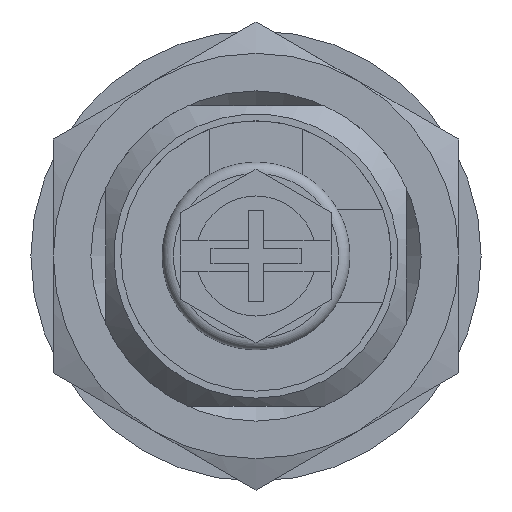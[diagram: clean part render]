
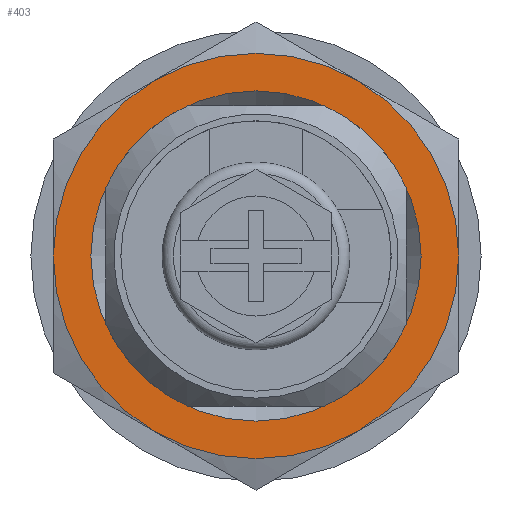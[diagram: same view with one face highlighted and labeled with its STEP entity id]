
A CAD part, front view. The second image highlights one B-rep face of the part: STEP entity #403.
In plain terms, the highlighted planar face has unit normal (0, -1, 0).
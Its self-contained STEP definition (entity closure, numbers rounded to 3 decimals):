
#403 = ADVANCED_FACE( '', ( #849, #850 ), #851, .T. );
#849 = FACE_OUTER_BOUND( '', #1364, .T. );
#850 = FACE_BOUND( '', #1365, .T. );
#851 = PLANE( '', #1366 );
#1364 = EDGE_LOOP( '', ( #2238, #2239, #2240, #2241, #2242, #2243 ) );
#1365 = EDGE_LOOP( '', ( #2244 ) );
#1366 = AXIS2_PLACEMENT_3D( '', #2245, #2246, #2247 );
#2238 = ORIENTED_EDGE( '', *, *, #3264, .T. );
#2239 = ORIENTED_EDGE( '', *, *, #3025, .T. );
#2240 = ORIENTED_EDGE( '', *, *, #3288, .T. );
#2241 = ORIENTED_EDGE( '', *, *, #3262, .T. );
#2242 = ORIENTED_EDGE( '', *, *, #3289, .T. );
#2243 = ORIENTED_EDGE( '', *, *, #3290, .T. );
#2244 = ORIENTED_EDGE( '', *, *, #3291, .F. );
#2245 = CARTESIAN_POINT( '', ( 11., -4.8, 0. ) );
#2246 = DIRECTION( '', ( 0., -1., 0. ) );
#2247 = DIRECTION( '', ( 0., 0., -1. ) );
#3025 = EDGE_CURVE( '', #3582, #3583, #3584, .T. );
#3262 = EDGE_CURVE( '', #3957, #3960, #3962, .T. );
#3264 = EDGE_CURVE( '', #3964, #3582, #3965, .T. );
#3288 = EDGE_CURVE( '', #3583, #3957, #4000, .T. );
#3289 = EDGE_CURVE( '', #3960, #4001, #4002, .T. );
#3290 = EDGE_CURVE( '', #4001, #3964, #4003, .T. );
#3291 = EDGE_CURVE( '', #4004, #4004, #4005, .T. );
#3582 = VERTEX_POINT( '', #4360 );
#3583 = VERTEX_POINT( '', #4361 );
#3584 = CIRCLE( '', #4362, 13.5 );
#3957 = VERTEX_POINT( '', #4959 );
#3960 = VERTEX_POINT( '', #4967 );
#3962 = CIRCLE( '', #4974, 13.5 );
#3964 = VERTEX_POINT( '', #4976 );
#3965 = CIRCLE( '', #4977, 13.5 );
#4000 = CIRCLE( '', #5043, 13.5 );
#4001 = VERTEX_POINT( '', #5044 );
#4002 = CIRCLE( '', #5045, 13.5 );
#4003 = CIRCLE( '', #5046, 13.5 );
#4004 = VERTEX_POINT( '', #5047 );
#4005 = CIRCLE( '', #5048, 11. );
#4360 = CARTESIAN_POINT( '', ( 13.5, -4.8, 0. ) );
#4361 = CARTESIAN_POINT( '', ( 6.75, -4.8, 11.691 ) );
#4362 = AXIS2_PLACEMENT_3D( '', #5434, #5435, #5436 );
#4959 = CARTESIAN_POINT( '', ( -6.75, -4.8, 11.691 ) );
#4967 = CARTESIAN_POINT( '', ( -13.5, -4.8, 0. ) );
#4974 = AXIS2_PLACEMENT_3D( '', #5737, #5738, #5739 );
#4976 = CARTESIAN_POINT( '', ( 6.75, -4.8, -11.691 ) );
#4977 = AXIS2_PLACEMENT_3D( '', #5740, #5741, #5742 );
#5043 = AXIS2_PLACEMENT_3D( '', #5763, #5764, #5765 );
#5044 = CARTESIAN_POINT( '', ( -6.75, -4.8, -11.691 ) );
#5045 = AXIS2_PLACEMENT_3D( '', #5766, #5767, #5768 );
#5046 = AXIS2_PLACEMENT_3D( '', #5769, #5770, #5771 );
#5047 = CARTESIAN_POINT( '', ( 0., -4.8, -11. ) );
#5048 = AXIS2_PLACEMENT_3D( '', #5772, #5773, #5774 );
#5434 = CARTESIAN_POINT( '', ( 0., -4.8, 0. ) );
#5435 = DIRECTION( '', ( 0., -1., 0. ) );
#5436 = DIRECTION( '', ( 0., 0., -1. ) );
#5737 = CARTESIAN_POINT( '', ( 0., -4.8, 0. ) );
#5738 = DIRECTION( '', ( 0., -1., 0. ) );
#5739 = DIRECTION( '', ( 0., 0., -1. ) );
#5740 = CARTESIAN_POINT( '', ( 0., -4.8, 0. ) );
#5741 = DIRECTION( '', ( 0., -1., 0. ) );
#5742 = DIRECTION( '', ( 0., 0., -1. ) );
#5763 = CARTESIAN_POINT( '', ( 0., -4.8, 0. ) );
#5764 = DIRECTION( '', ( 0., -1., 0. ) );
#5765 = DIRECTION( '', ( 0., 0., -1. ) );
#5766 = CARTESIAN_POINT( '', ( 0., -4.8, 0. ) );
#5767 = DIRECTION( '', ( 0., -1., 0. ) );
#5768 = DIRECTION( '', ( 0., 0., -1. ) );
#5769 = CARTESIAN_POINT( '', ( 0., -4.8, 0. ) );
#5770 = DIRECTION( '', ( 0., -1., 0. ) );
#5771 = DIRECTION( '', ( 0., 0., -1. ) );
#5772 = CARTESIAN_POINT( '', ( 0., -4.8, 0. ) );
#5773 = DIRECTION( '', ( 0., -1., 0. ) );
#5774 = DIRECTION( '', ( 0., 0., -1. ) );
